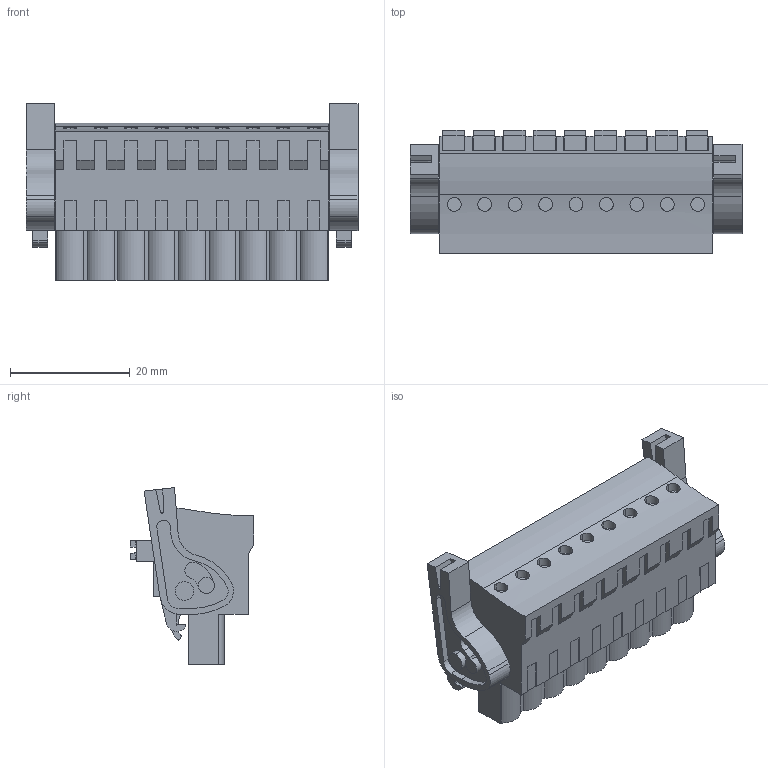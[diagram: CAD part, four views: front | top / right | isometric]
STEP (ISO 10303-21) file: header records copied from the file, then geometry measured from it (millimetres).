
FILE_DESCRIPTION(('CATIA V5 STEP Exchange','CAx-IF Rec.Pracs.--- Model Styling and Organization---1.4--- 2014-01-23'),'2;1');
FILE_NAME ('D1446335_0_1002350000_1002350000.stp','2017-09-09T07:33:40+00:00',('none'),('Weidmueller'),'CATIA Version 5-6 Release 2016','CATIA V5 STEP AP214','none');
FILE_SCHEMA(('AUTOMOTIVE_DESIGN { 1 0 10303 214 1 1 1 1 }'));
Length unit declared in the file: millimetre
Products named in the file (1): 1002350000
Bounding box: 55.42 x 20.64 x 29.52 mm (x, y, z)
Volume: 15105.1 mm3; surface area: 7944 mm2
Topology: 12 solids, 12 shells, 719 faces, 2040 edges, 1391 vertices
Faces by surface type: plane 543, cylinder 166, extrusion 10
Entity records: 21743 total; most frequent: CARTESIAN_POINT 4265, ORIENTED_EDGE 4080, DIRECTION 2787, EDGE_CURVE 2040, VECTOR 1655, LINE 1645, VERTEX_POINT 1391, EDGE_LOOP 773
